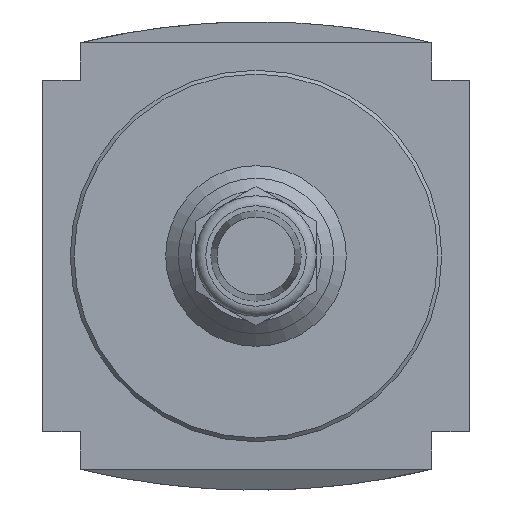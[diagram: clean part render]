
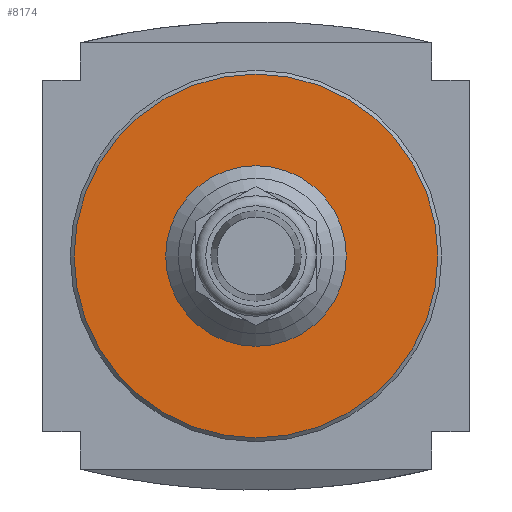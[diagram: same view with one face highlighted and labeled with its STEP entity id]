
A CAD part, front view. The second image highlights one B-rep face of the part: STEP entity #8174.
In plain terms, the highlighted planar face has unit normal (0, -1, 0).
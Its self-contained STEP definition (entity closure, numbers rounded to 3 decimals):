
#1416=PLANE('',#8655);
#2518=ORIENTED_EDGE('',*,*,#3685,.F.);
#2519=ORIENTED_EDGE('',*,*,#3684,.T.);
#3684=EDGE_CURVE('',#4348,#4348,#4652,.T.);
#3685=EDGE_CURVE('',#4349,#4349,#4653,.T.);
#4348=VERTEX_POINT('',#11882);
#4349=VERTEX_POINT('',#11885);
#4652=CIRCLE('',#8654,36.25);
#4653=CIRCLE('',#8656,18.);
#5043=EDGE_LOOP('',(#2518));
#5044=EDGE_LOOP('',(#2519));
#5478=FACE_BOUND('',#5043,.T.);
#5479=FACE_BOUND('',#5044,.T.);
#8174=ADVANCED_FACE('',(#5478,#5479),#1416,.F.);
#8654=AXIS2_PLACEMENT_3D('',#11881,#10024,#10025);
#8655=AXIS2_PLACEMENT_3D('',#11883,#10026,#10027);
#8656=AXIS2_PLACEMENT_3D('',#11884,#10028,#10029);
#10024=DIRECTION('',(0.,-1.,0.));
#10025=DIRECTION('',(0.,0.,-1.));
#10026=DIRECTION('',(0.,1.,0.));
#10027=DIRECTION('',(0.,0.,1.));
#10028=DIRECTION('',(0.,-1.,0.));
#10029=DIRECTION('',(0.,0.,-1.));
#11881=CARTESIAN_POINT('',(0.,-54.,0.));
#11882=CARTESIAN_POINT('',(0.,-54.,-36.25));
#11883=CARTESIAN_POINT('',(36.25,-54.,0.));
#11884=CARTESIAN_POINT('',(0.,-54.,0.));
#11885=CARTESIAN_POINT('',(0.,-54.,-18.));
